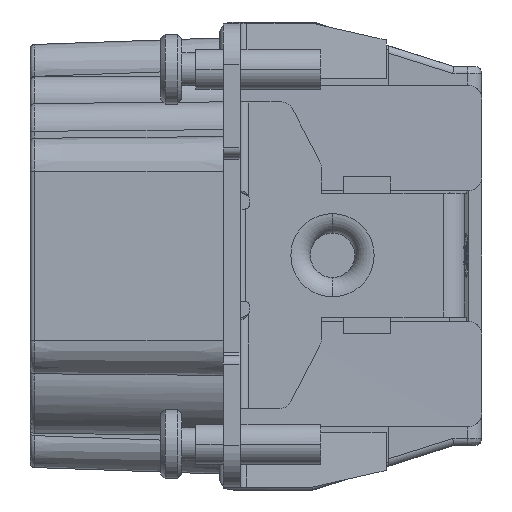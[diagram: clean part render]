
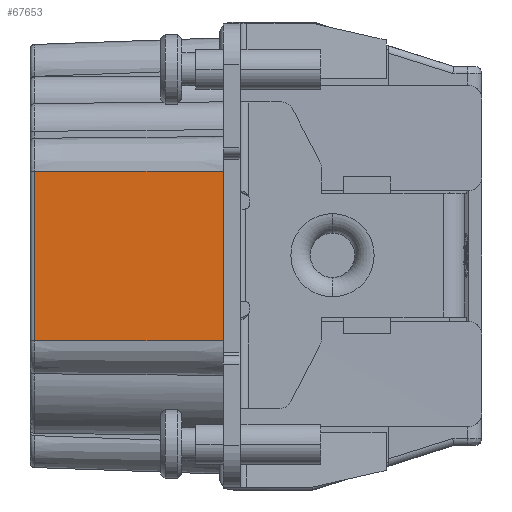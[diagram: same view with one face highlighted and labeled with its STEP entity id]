
A CAD part, left-side view. The second image highlights one B-rep face of the part: STEP entity #67653.
In plain terms, the highlighted planar face has unit normal (-1, 0.009, 0).
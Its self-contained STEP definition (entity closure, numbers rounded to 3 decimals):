
#8028=DIRECTION('',(0.009,1.,0.));
#8029=VECTOR('',#8028,13.603);
#8030=CARTESIAN_POINT('',(-55.398,0.2,6.1));
#8031=LINE('',#8030,#8029);
#9331=DIRECTION('',(0.,0.,-1.));
#9332=VECTOR('',#9331,12.2);
#9333=CARTESIAN_POINT('',(-55.28,13.803,6.1));
#9334=LINE('',#9333,#9332);
#9335=DIRECTION('',(0.,0.,-1.));
#9336=VECTOR('',#9335,12.2);
#9337=CARTESIAN_POINT('',(-55.398,0.2,6.1));
#9338=LINE('',#9337,#9336);
#9348=DIRECTION('',(-0.009,-1.,0.));
#9349=VECTOR('',#9348,13.603);
#9350=CARTESIAN_POINT('',(-55.28,13.803,
-6.1));
#9351=LINE('',#9350,#9349);
#44763=CARTESIAN_POINT('',(-55.28,13.803,-6.1));
#44764=VERTEX_POINT('',#44763);
#44765=CARTESIAN_POINT('',(-55.28,13.803,6.1));
#44766=VERTEX_POINT('',#44765);
#45295=CARTESIAN_POINT('',(-55.398,0.2,6.1));
#45296=CARTESIAN_POINT('',(-55.398,0.2,-6.1));
#45297=VERTEX_POINT('',#45295);
#45298=VERTEX_POINT('',#45296);
#67641=CARTESIAN_POINT('',(-55.4,0.,-9.229));
#67642=DIRECTION('',(-1.,0.009,0.));
#67643=DIRECTION('',(0.,0.,-1.));
#67644=AXIS2_PLACEMENT_3D('',#67641,#67642,#67643);
#67645=PLANE('',#67644);
#67646=ORIENTED_EDGE('',*,*,#67634,.F.);
#67647=ORIENTED_EDGE('',*,*,#65841,.F.);
#67648=ORIENTED_EDGE('',*,*,#65878,.T.);
#67650=ORIENTED_EDGE('',*,*,#67649,.F.);
#67651=EDGE_LOOP('',(#67646,#67647,#67648,#67650));
#67652=FACE_OUTER_BOUND('',#67651,.F.);
#67653=ADVANCED_FACE('',(#67652),#67645,.T.);
#65841=EDGE_CURVE('',#45297,#44766,#8031,.T.);
#65878=EDGE_CURVE('',#45297,#45298,#9338,.T.);
#67634=EDGE_CURVE('',#44766,#44764,#9334,.T.);
#67649=EDGE_CURVE('',#44764,#45298,#9351,.T.);
